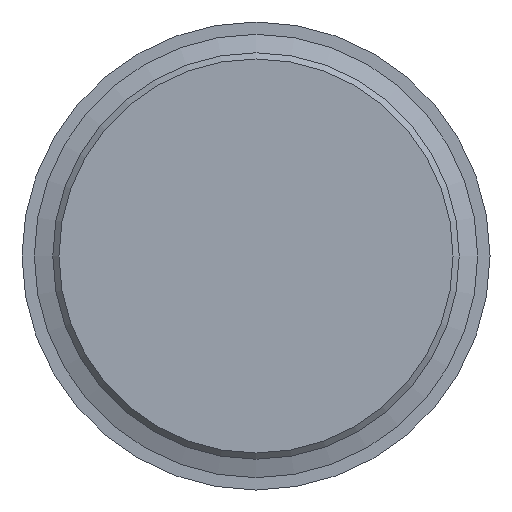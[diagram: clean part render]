
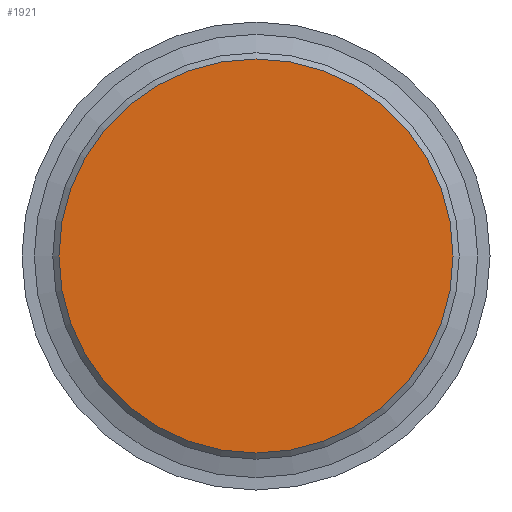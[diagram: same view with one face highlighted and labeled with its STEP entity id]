
A CAD part, front view. The second image highlights one B-rep face of the part: STEP entity #1921.
In plain terms, the highlighted planar face has unit normal (0, -1, 0).
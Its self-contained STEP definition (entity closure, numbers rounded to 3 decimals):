
#22=PLANE('',#2225);
#169=FACE_OUTER_BOUND('',#283,.T.);
#283=EDGE_LOOP('',(#1707));
#523=CIRCLE('',#1957,8.);
#702=VERTEX_POINT('',#2951);
#885=EDGE_CURVE('',#702,#702,#523,.T.);
#1707=ORIENTED_EDGE('',*,*,#885,.T.);
#1921=ADVANCED_FACE('',(#169),#22,.F.);
#1957=AXIS2_PLACEMENT_3D('',#2953,#2255,#2256);
#2225=AXIS2_PLACEMENT_3D('',#3491,#2892,#2893);
#2255=DIRECTION('center_axis',(0.,-1.,0.));
#2256=DIRECTION('ref_axis',(0.,0.,1.));
#2892=DIRECTION('center_axis',(0.,1.,0.));
#2893=DIRECTION('ref_axis',(0.,0.,1.));
#2951=CARTESIAN_POINT('',(0.,0.,-8.));
#2953=CARTESIAN_POINT('Origin',(0.,0.,0.));
#3491=CARTESIAN_POINT('Origin',(0.,0.,0.));
